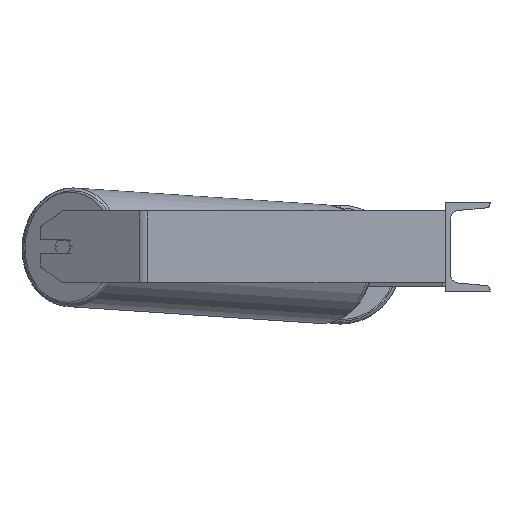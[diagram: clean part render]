
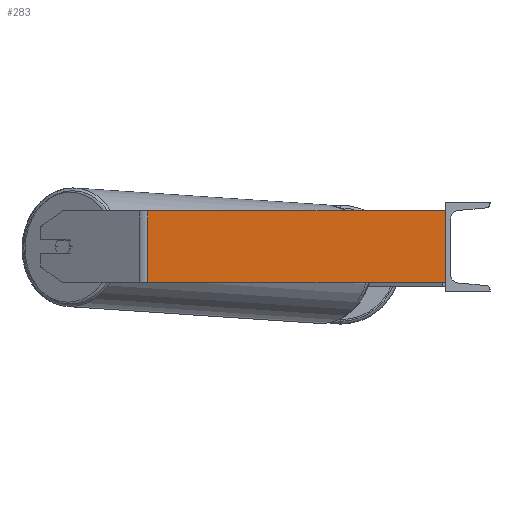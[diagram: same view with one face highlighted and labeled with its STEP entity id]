
A CAD part, left-side view. The second image highlights one B-rep face of the part: STEP entity #283.
In plain terms, the highlighted planar face has unit normal (-1, 0, 0).
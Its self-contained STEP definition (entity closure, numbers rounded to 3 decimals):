
#231 = CARTESIAN_POINT ( 'NONE',  ( -785., 337.846, -40. ) ) ;
#283 = ADVANCED_FACE ( 'NONE', ( #8545 ), #7242, .F. ) ;
#305 = AXIS2_PLACEMENT_3D ( 'NONE', #7199, #1681, #3048 ) ;
#448 = ORIENTED_EDGE ( 'NONE', *, *, #1236, .T. ) ;
#530 = CARTESIAN_POINT ( 'NONE',  ( -785., 0., -40. ) ) ;
#688 = VERTEX_POINT ( 'NONE', #2947 ) ;
#761 = ORIENTED_EDGE ( 'NONE', *, *, #6105, .T. ) ;
#916 = EDGE_CURVE ( 'NONE', #688, #3351, #3572, .T. ) ;
#1236 = EDGE_CURVE ( 'NONE', #688, #2343, #3469, .T. ) ;
#1305 = VECTOR ( 'NONE', #6489, 1000. ) ;
#1587 = DIRECTION ( 'NONE',  ( 0., -1., 0. ) ) ;
#1607 = CARTESIAN_POINT ( 'NONE',  ( -785., 0., 40. ) ) ;
#1627 = DIRECTION ( 'NONE',  ( 0., 0., -1. ) ) ;
#1681 = DIRECTION ( 'NONE',  ( 1., 0., 0. ) ) ;
#2054 = EDGE_CURVE ( 'NONE', #3351, #8372, #5869, .T. ) ;
#2343 = VERTEX_POINT ( 'NONE', #4372 ) ;
#2371 = LINE ( 'NONE', #231, #8067 ) ;
#2927 = VECTOR ( 'NONE', #1627, 1000. ) ;
#2947 = CARTESIAN_POINT ( 'NONE',  ( -785., 332.801, 40. ) ) ;
#3048 = DIRECTION ( 'NONE',  ( 0., 1., 0. ) ) ;
#3345 = VECTOR ( 'NONE', #3508, 1000. ) ;
#3351 = VERTEX_POINT ( 'NONE', #1607 ) ;
#3469 = LINE ( 'NONE', #7636, #3345 ) ;
#3508 = DIRECTION ( 'NONE',  ( 0., 0., -1. ) ) ;
#3572 = LINE ( 'NONE', #8243, #1305 ) ;
#4372 = CARTESIAN_POINT ( 'NONE',  ( -785., 332.801, -40. ) ) ;
#4995 = ORIENTED_EDGE ( 'NONE', *, *, #916, .F. ) ;
#5869 = LINE ( 'NONE', #8543, #2927 ) ;
#6105 = EDGE_CURVE ( 'NONE', #2343, #8372, #2371, .T. ) ;
#6300 = EDGE_LOOP ( 'NONE', ( #761, #7508, #4995, #448 ) ) ;
#6489 = DIRECTION ( 'NONE',  ( 0., -1., 0. ) ) ;
#7199 = CARTESIAN_POINT ( 'NONE',  ( -785., 337.846, 40. ) ) ;
#7242 = PLANE ( 'NONE',  #305 ) ;
#7508 = ORIENTED_EDGE ( 'NONE', *, *, #2054, .F. ) ;
#7636 = CARTESIAN_POINT ( 'NONE',  ( -785., 332.801, 40. ) ) ;
#8067 = VECTOR ( 'NONE', #1587, 1000. ) ;
#8243 = CARTESIAN_POINT ( 'NONE',  ( -785., 337.846, 40. ) ) ;
#8372 = VERTEX_POINT ( 'NONE', #530 ) ;
#8543 = CARTESIAN_POINT ( 'NONE',  ( -785., 0., 40. ) ) ;
#8545 = FACE_OUTER_BOUND ( 'NONE', #6300, .T. ) ;
